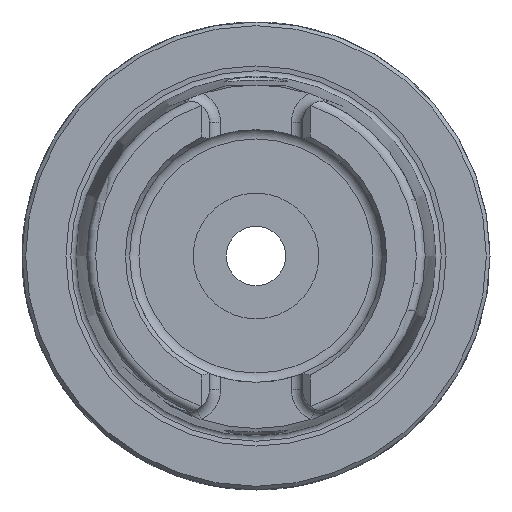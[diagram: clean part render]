
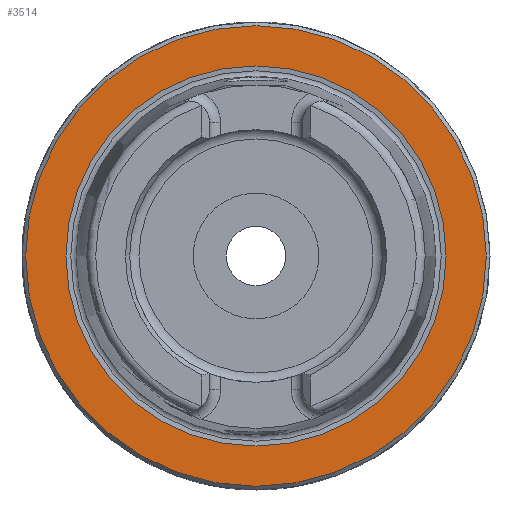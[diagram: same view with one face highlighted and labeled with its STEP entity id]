
A CAD part, left-side view. The second image highlights one B-rep face of the part: STEP entity #3514.
In plain terms, the highlighted planar face has unit normal (-1, 0, 0).
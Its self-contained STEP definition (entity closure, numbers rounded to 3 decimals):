
#182=FACE_BOUND('',#676,.T.);
#231=PLANE('',#3922);
#465=FACE_OUTER_BOUND('',#675,.T.);
#675=EDGE_LOOP('',(#2906));
#676=EDGE_LOOP('',(#2907));
#1272=CIRCLE('',#3921,25.588);
#1273=CIRCLE('',#3923,31.);
#1566=VERTEX_POINT('',#6635);
#1567=VERTEX_POINT('',#6639);
#2037=EDGE_CURVE('',#1566,#1566,#1272,.T.);
#2038=EDGE_CURVE('',#1567,#1567,#1273,.T.);
#2906=ORIENTED_EDGE('',*,*,#2038,.F.);
#2907=ORIENTED_EDGE('',*,*,#2037,.T.);
#3514=ADVANCED_FACE('',(#465,#182),#231,.T.);
#3921=AXIS2_PLACEMENT_3D('',#6637,#4718,#4719);
#3922=AXIS2_PLACEMENT_3D('',#6638,#4720,#4721);
#3923=AXIS2_PLACEMENT_3D('',#6640,#4722,#4723);
#4718=DIRECTION('center_axis',(1.,0.,0.));
#4719=DIRECTION('ref_axis',(0.,0.,-1.));
#4720=DIRECTION('center_axis',(-1.,0.,0.));
#4721=DIRECTION('ref_axis',(0.,0.,1.));
#4722=DIRECTION('center_axis',(1.,0.,0.));
#4723=DIRECTION('ref_axis',(0.,0.,-1.));
#6635=CARTESIAN_POINT('',(0.,-25.588,0.));
#6637=CARTESIAN_POINT('Origin',(0.,0.,0.));
#6638=CARTESIAN_POINT('Origin',(0.,31.,0.));
#6639=CARTESIAN_POINT('',(0.,-31.,0.));
#6640=CARTESIAN_POINT('Origin',(0.,0.,0.));
